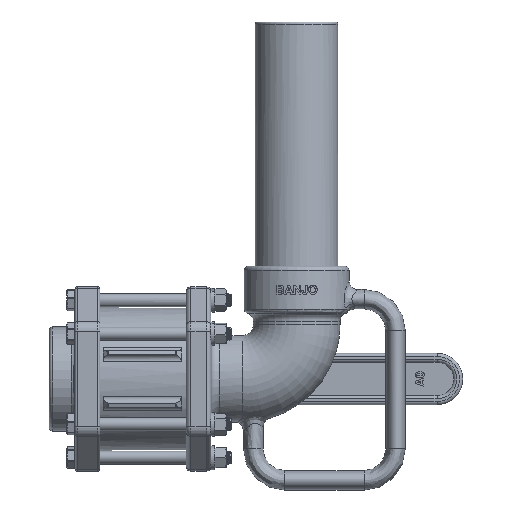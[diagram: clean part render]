
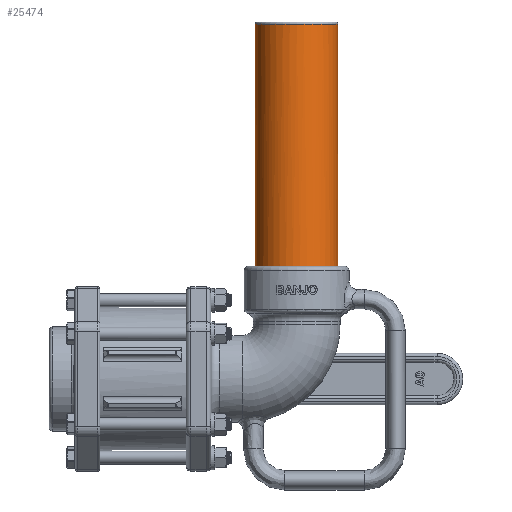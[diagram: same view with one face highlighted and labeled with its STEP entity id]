
A CAD part, front view. The second image highlights one B-rep face of the part: STEP entity #25474.
In plain terms, the highlighted cylindrical face has radius 30.226 mm (diameter 60.452 mm), a full revolution.
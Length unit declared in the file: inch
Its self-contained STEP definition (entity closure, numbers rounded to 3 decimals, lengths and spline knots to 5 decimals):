
#1006=FACE_BOUND('',#4550,.T.);
#2856=FACE_OUTER_BOUND('',#4549,.T.);
#4549=EDGE_LOOP('',(#21352,#21353));
#4550=EDGE_LOOP('',(#21354));
#10392=CIRCLE('',#27524,1.19);
#10394=CIRCLE('',#27528,1.19);
#10395=CIRCLE('',#27529,1.19);
#12252=VERTEX_POINT('',#43038);
#12254=VERTEX_POINT('',#43044);
#12255=VERTEX_POINT('',#43045);
#15423=EDGE_CURVE('',#12252,#12252,#10392,.T.);
#15425=EDGE_CURVE('',#12254,#12255,#10394,.T.);
#15426=EDGE_CURVE('',#12254,#12255,#10395,.T.);
#21352=ORIENTED_EDGE('',*,*,#15425,.F.);
#21353=ORIENTED_EDGE('',*,*,#15426,.T.);
#21354=ORIENTED_EDGE('',*,*,#15423,.F.);
#24420=CYLINDRICAL_SURFACE('',#27527,1.19);
#25474=ADVANCED_FACE('',(#2856,#1006),#24420,.T.);
#27524=AXIS2_PLACEMENT_3D('',#43039,#32614,#32615);
#27527=AXIS2_PLACEMENT_3D('',#43043,#32620,#32621);
#27528=AXIS2_PLACEMENT_3D('',#43046,#32622,#32623);
#27529=AXIS2_PLACEMENT_3D('',#43047,#32624,#32625);
#32614=DIRECTION('center_axis',(-1.,0.,0.));
#32615=DIRECTION('ref_axis',(0.,-1.,0.));
#32620=DIRECTION('center_axis',(1.,0.,0.));
#32621=DIRECTION('ref_axis',(0.,1.,0.));
#32622=DIRECTION('center_axis',(1.,0.,0.));
#32623=DIRECTION('ref_axis',(0.,1.,0.));
#32624=DIRECTION('center_axis',(-1.,0.,0.));
#32625=DIRECTION('ref_axis',(0.,1.,0.));
#43038=CARTESIAN_POINT('',(0.06,1.19,0.));
#43039=CARTESIAN_POINT('Origin',(0.06,0.,0.));
#43043=CARTESIAN_POINT('Origin',(3.575,0.,0.));
#43044=CARTESIAN_POINT('',(7.15,1.1727,-0.20216));
#43045=CARTESIAN_POINT('',(7.15,0.2594,-1.16138));
#43046=CARTESIAN_POINT('Origin',(7.15,0.,0.));
#43047=CARTESIAN_POINT('Origin',(7.15,0.,0.));
